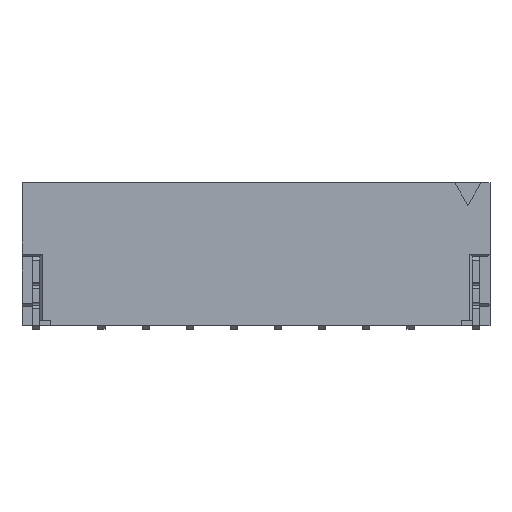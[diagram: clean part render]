
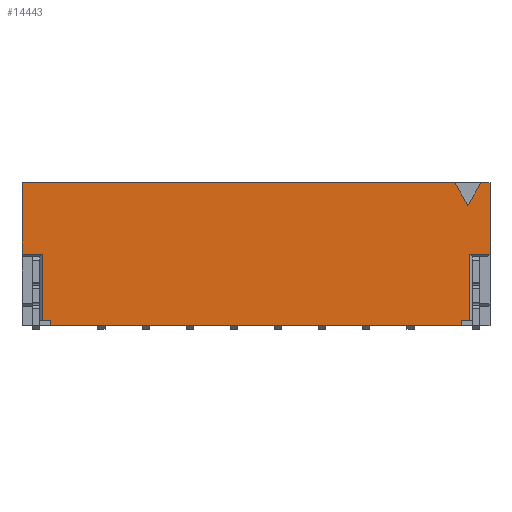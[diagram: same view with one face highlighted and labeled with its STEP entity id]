
A CAD part, top view. The second image highlights one B-rep face of the part: STEP entity #14443.
In plain terms, the highlighted planar face has unit normal (0, 0, 1).
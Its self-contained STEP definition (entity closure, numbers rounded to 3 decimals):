
#3 = VECTOR ( 'NONE', #2051, 1000. ) ;
#208 = VECTOR ( 'NONE', #17513, 1000. ) ;
#247 = LINE ( 'NONE', #8779, #9863 ) ;
#250 = VERTEX_POINT ( 'NONE', #9342 ) ;
#382 = EDGE_CURVE ( 'NONE', #2649, #15133, #4105, .T. ) ;
#580 = EDGE_CURVE ( 'NONE', #14405, #1943, #17743, .T. ) ;
#619 = LINE ( 'NONE', #18809, #13585 ) ;
#672 = LINE ( 'NONE', #13193, #208 ) ;
#785 = CARTESIAN_POINT ( 'NONE',  ( 5.625, 4.15, 4.45 ) ) ;
#1002 = EDGE_CURVE ( 'NONE', #8143, #2649, #672, .T. ) ;
#1200 = VERTEX_POINT ( 'NONE', #16618 ) ;
#1202 = LINE ( 'NONE', #12057, #18273 ) ;
#1306 = ORIENTED_EDGE ( 'NONE', *, *, #10031, .F. ) ;
#1940 = VECTOR ( 'NONE', #7550, 1000. ) ;
#1943 = VERTEX_POINT ( 'NONE', #18194 ) ;
#2051 = DIRECTION ( 'NONE',  ( 0., -1., 0. ) ) ;
#2159 = EDGE_CURVE ( 'NONE', #4317, #17031, #619, .T. ) ;
#2439 = DIRECTION ( 'NONE',  ( 0.5, -0.866, 0. ) ) ;
#2564 = LINE ( 'NONE', #9548, #17568 ) ;
#2649 = VERTEX_POINT ( 'NONE', #4111 ) ;
#2695 = CARTESIAN_POINT ( 'NONE',  ( 6.625, 2.125, 4.45 ) ) ;
#2700 = CARTESIAN_POINT ( 'NONE',  ( -6.05, 0.25, 4.45 ) ) ;
#2780 = EDGE_CURVE ( 'NONE', #250, #1200, #10801, .T. ) ;
#2800 = DIRECTION ( 'NONE',  ( 1., 0., 0. ) ) ;
#2966 = LINE ( 'NONE', #17535, #15698 ) ;
#3651 = EDGE_CURVE ( 'NONE', #15114, #5618, #8255, .T. ) ;
#3796 = EDGE_CURVE ( 'NONE', #15114, #6024, #1202, .T. ) ;
#4105 = LINE ( 'NONE', #2695, #10206 ) ;
#4111 = CARTESIAN_POINT ( 'NONE',  ( 6.05, 2.125, 4.45 ) ) ;
#4317 = VERTEX_POINT ( 'NONE', #7296 ) ;
#4447 = DIRECTION ( 'NONE',  ( -1., 0., 0. ) ) ;
#4614 = CARTESIAN_POINT ( 'NONE',  ( 6.05, 0.25, 4.45 ) ) ;
#4845 = CARTESIAN_POINT ( 'NONE',  ( 5.825, 0.25, 4.45 ) ) ;
#5102 = VECTOR ( 'NONE', #2800, 1000. ) ;
#5190 = EDGE_CURVE ( 'NONE', #250, #15133, #18300, .T. ) ;
#5618 = VERTEX_POINT ( 'NONE', #11913 ) ;
#5710 = CARTESIAN_POINT ( 'NONE',  ( -5.825, 0., 4.45 ) ) ;
#5742 = DIRECTION ( 'NONE',  ( 0., -1., 0. ) ) ;
#5964 = EDGE_CURVE ( 'NONE', #7344, #11640, #2564, .T. ) ;
#6024 = VERTEX_POINT ( 'NONE', #2700 ) ;
#6060 = ORIENTED_EDGE ( 'NONE', *, *, #2780, .T. ) ;
#6100 = CARTESIAN_POINT ( 'NONE',  ( 6.625, 4.15, 4.45 ) ) ;
#6971 = ORIENTED_EDGE ( 'NONE', *, *, #5964, .T. ) ;
#7296 = CARTESIAN_POINT ( 'NONE',  ( -6.625, 2.125, 4.45 ) ) ;
#7341 = CARTESIAN_POINT ( 'NONE',  ( 6.625, 2.125, 4.45 ) ) ;
#7344 = VERTEX_POINT ( 'NONE', #14495 ) ;
#7507 = EDGE_CURVE ( 'NONE', #1943, #5618, #2966, .T. ) ;
#7550 = DIRECTION ( 'NONE',  ( -1., 0., 0. ) ) ;
#7660 = ORIENTED_EDGE ( 'NONE', *, *, #3651, .T. ) ;
#8073 = DIRECTION ( 'NONE',  ( 0., -1., 0. ) ) ;
#8143 = VERTEX_POINT ( 'NONE', #4614 ) ;
#8255 = LINE ( 'NONE', #5710, #18292 ) ;
#8779 = CARTESIAN_POINT ( 'NONE',  ( -6.05, 0.25, 4.45 ) ) ;
#9197 = PLANE ( 'NONE',  #18593 ) ;
#9342 = CARTESIAN_POINT ( 'NONE',  ( 6.625, 4.15, 4.45 ) ) ;
#9548 = CARTESIAN_POINT ( 'NONE',  ( 6.625, 4.15, 4.45 ) ) ;
#9617 = VECTOR ( 'NONE', #8073, 1000. ) ;
#9863 = VECTOR ( 'NONE', #5742, 1000. ) ;
#9875 = ORIENTED_EDGE ( 'NONE', *, *, #3796, .F. ) ;
#10031 = EDGE_CURVE ( 'NONE', #15491, #1200, #12010, .T. ) ;
#10206 = VECTOR ( 'NONE', #11190, 1000. ) ;
#10664 = CARTESIAN_POINT ( 'NONE',  ( 6.625, 0.1, 4.45 ) ) ;
#10801 = LINE ( 'NONE', #6100, #1940 ) ;
#10900 = ORIENTED_EDGE ( 'NONE', *, *, #17856, .F. ) ;
#10969 = CARTESIAN_POINT ( 'NONE',  ( 6.625, 0.1, 4.45 ) ) ;
#11051 = DIRECTION ( 'NONE',  ( 0., 1., 0. ) ) ;
#11154 = ORIENTED_EDGE ( 'NONE', *, *, #382, .T. ) ;
#11190 = DIRECTION ( 'NONE',  ( 1., 0., 0. ) ) ;
#11391 = CARTESIAN_POINT ( 'NONE',  ( -5.825, 0.25, 4.45 ) ) ;
#11524 = DIRECTION ( 'NONE',  ( 0., -1., 0. ) ) ;
#11535 = ORIENTED_EDGE ( 'NONE', *, *, #12285, .T. ) ;
#11555 = CARTESIAN_POINT ( 'NONE',  ( -6.625, 4.15, 4.45 ) ) ;
#11640 = VERTEX_POINT ( 'NONE', #11555 ) ;
#11913 = CARTESIAN_POINT ( 'NONE',  ( -5.825, 0.1, 4.45 ) ) ;
#12010 = LINE ( 'NONE', #15141, #13620 ) ;
#12057 = CARTESIAN_POINT ( 'NONE',  ( -5.825, 0.25, 4.45 ) ) ;
#12285 = EDGE_CURVE ( 'NONE', #14405, #8143, #12373, .T. ) ;
#12373 = LINE ( 'NONE', #12732, #5102 ) ;
#12732 = CARTESIAN_POINT ( 'NONE',  ( 5.825, 0.25, 4.45 ) ) ;
#12791 = VECTOR ( 'NONE', #11524, 1000. ) ;
#12954 = ORIENTED_EDGE ( 'NONE', *, *, #7507, .F. ) ;
#13023 = ORIENTED_EDGE ( 'NONE', *, *, #2159, .T. ) ;
#13077 = ORIENTED_EDGE ( 'NONE', *, *, #580, .F. ) ;
#13193 = CARTESIAN_POINT ( 'NONE',  ( 6.05, 2.05, 4.45 ) ) ;
#13441 = EDGE_CURVE ( 'NONE', #11640, #4317, #15289, .T. ) ;
#13482 = ORIENTED_EDGE ( 'NONE', *, *, #15127, .T. ) ;
#13528 = DIRECTION ( 'NONE',  ( -1., 0., 0. ) ) ;
#13585 = VECTOR ( 'NONE', #15940, 1000. ) ;
#13620 = VECTOR ( 'NONE', #16656, 1000. ) ;
#13674 = CARTESIAN_POINT ( 'NONE',  ( 5.825, 0., 4.45 ) ) ;
#14405 = VERTEX_POINT ( 'NONE', #4845 ) ;
#14418 = DIRECTION ( 'NONE',  ( 0., -1., 0. ) ) ;
#14443 = ADVANCED_FACE ( 'NONE', ( #15922 ), #9197, .F. ) ;
#14495 = CARTESIAN_POINT ( 'NONE',  ( 5.625, 4.15, 4.45 ) ) ;
#14713 = CARTESIAN_POINT ( 'NONE',  ( -6.05, 2.125, 4.45 ) ) ;
#14827 = ORIENTED_EDGE ( 'NONE', *, *, #13441, .T. ) ;
#15114 = VERTEX_POINT ( 'NONE', #11391 ) ;
#15127 = EDGE_CURVE ( 'NONE', #17031, #6024, #247, .T. ) ;
#15133 = VERTEX_POINT ( 'NONE', #7341 ) ;
#15141 = CARTESIAN_POINT ( 'NONE',  ( 6., 3.5, 4.45 ) ) ;
#15156 = CARTESIAN_POINT ( 'NONE',  ( 6., 3.5, 4.45 ) ) ;
#15289 = LINE ( 'NONE', #15729, #12791 ) ;
#15353 = DIRECTION ( 'NONE',  ( -1., 0., 0. ) ) ;
#15491 = VERTEX_POINT ( 'NONE', #15156 ) ;
#15698 = VECTOR ( 'NONE', #4447, 1000. ) ;
#15729 = CARTESIAN_POINT ( 'NONE',  ( -6.625, 0.1, 4.45 ) ) ;
#15922 = FACE_OUTER_BOUND ( 'NONE', #17188, .T. ) ;
#15940 = DIRECTION ( 'NONE',  ( 1., 0., 0. ) ) ;
#16198 = VECTOR ( 'NONE', #2439, 1000. ) ;
#16618 = CARTESIAN_POINT ( 'NONE',  ( 6.375, 4.15, 4.45 ) ) ;
#16656 = DIRECTION ( 'NONE',  ( 0.5, 0.866, 0. ) ) ;
#16905 = DIRECTION ( 'NONE',  ( 0., 0., -1. ) ) ;
#17031 = VERTEX_POINT ( 'NONE', #14713 ) ;
#17100 = LINE ( 'NONE', #785, #16198 ) ;
#17188 = EDGE_LOOP ( 'NONE', ( #6060, #1306, #10900, #6971, #14827, #13023, #13482, #9875, #7660, #12954, #13077, #11535, #18730, #11154, #18718 ) ) ;
#17513 = DIRECTION ( 'NONE',  ( 0., 1., 0. ) ) ;
#17535 = CARTESIAN_POINT ( 'NONE',  ( 6.625, 0.1, 4.45 ) ) ;
#17568 = VECTOR ( 'NONE', #15353, 1000. ) ;
#17743 = LINE ( 'NONE', #13674, #3 ) ;
#17856 = EDGE_CURVE ( 'NONE', #7344, #15491, #17100, .T. ) ;
#18194 = CARTESIAN_POINT ( 'NONE',  ( 5.825, 0.1, 4.45 ) ) ;
#18273 = VECTOR ( 'NONE', #13528, 1000. ) ;
#18292 = VECTOR ( 'NONE', #14418, 1000. ) ;
#18300 = LINE ( 'NONE', #10969, #9617 ) ;
#18593 = AXIS2_PLACEMENT_3D ( 'NONE', #10664, #16905, #11051 ) ;
#18718 = ORIENTED_EDGE ( 'NONE', *, *, #5190, .F. ) ;
#18730 = ORIENTED_EDGE ( 'NONE', *, *, #1002, .T. ) ;
#18809 = CARTESIAN_POINT ( 'NONE',  ( -6.125, 2.125, 4.45 ) ) ;
